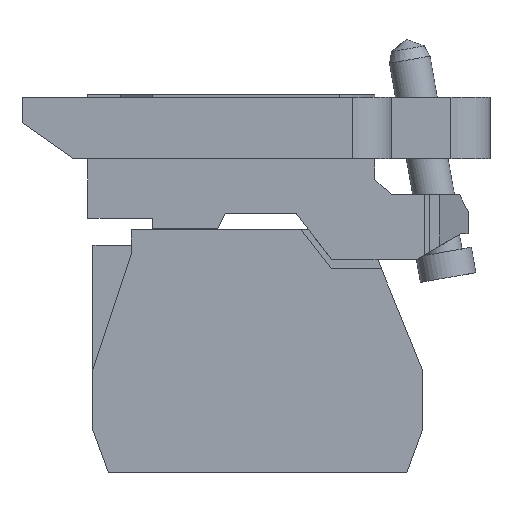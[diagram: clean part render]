
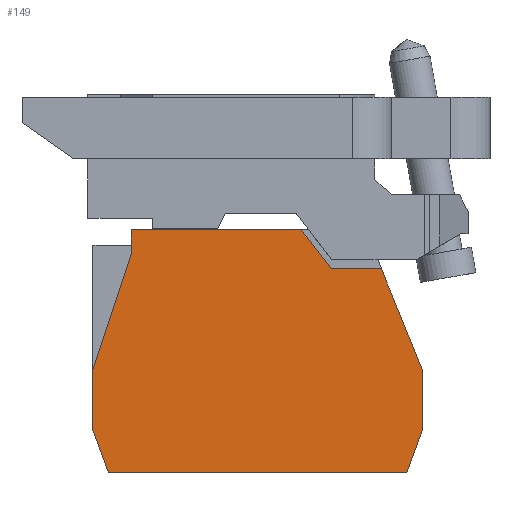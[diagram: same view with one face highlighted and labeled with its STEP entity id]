
A CAD part, left-side view. The second image highlights one B-rep face of the part: STEP entity #149.
In plain terms, the highlighted planar face has unit normal (-1, 0, 0).
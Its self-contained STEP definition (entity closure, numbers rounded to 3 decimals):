
#149 = ADVANCED_FACE('',(#150),#240,.F.);
#150 = FACE_BOUND('',#151,.T.);
#151 = EDGE_LOOP('',(#152,#162,#170,#178,#186,#194,#202,#210,#218,#226,
    #234));
#152 = ORIENTED_EDGE('',*,*,#153,.F.);
#153 = EDGE_CURVE('',#154,#156,#158,.T.);
#154 = VERTEX_POINT('',#155);
#155 = CARTESIAN_POINT('',(-14.875,16.,-25.979));
#156 = VERTEX_POINT('',#157);
#157 = CARTESIAN_POINT('',(-14.875,16.,-20.113));
#158 = LINE('',#159,#160);
#159 = CARTESIAN_POINT('',(-14.875,16.,-30.1));
#160 = VECTOR('',#161,1.);
#161 = DIRECTION('',(0.,0.,1.));
#162 = ORIENTED_EDGE('',*,*,#163,.F.);
#163 = EDGE_CURVE('',#164,#154,#166,.T.);
#164 = VERTEX_POINT('',#165);
#165 = CARTESIAN_POINT('',(-14.875,14.5,-30.1));
#166 = LINE('',#167,#168);
#167 = CARTESIAN_POINT('',(-14.875,14.5,-30.1));
#168 = VECTOR('',#169,1.);
#169 = DIRECTION('',(0.,0.342,0.94));
#170 = ORIENTED_EDGE('',*,*,#171,.F.);
#171 = EDGE_CURVE('',#172,#164,#174,.T.);
#172 = VERTEX_POINT('',#173);
#173 = CARTESIAN_POINT('',(-14.875,-14.5,-30.1));
#174 = LINE('',#175,#176);
#175 = CARTESIAN_POINT('',(-14.875,-16.,-30.1));
#176 = VECTOR('',#177,1.);
#177 = DIRECTION('',(0.,1.,0.));
#178 = ORIENTED_EDGE('',*,*,#179,.F.);
#179 = EDGE_CURVE('',#180,#172,#182,.T.);
#180 = VERTEX_POINT('',#181);
#181 = CARTESIAN_POINT('',(-14.875,-16.,-25.979));
#182 = LINE('',#183,#184);
#183 = CARTESIAN_POINT('',(-14.875,-16.,-25.979));
#184 = VECTOR('',#185,1.);
#185 = DIRECTION('',(0.,0.342,-0.94));
#186 = ORIENTED_EDGE('',*,*,#187,.F.);
#187 = EDGE_CURVE('',#188,#180,#190,.T.);
#188 = VERTEX_POINT('',#189);
#189 = CARTESIAN_POINT('',(-14.875,-16.,-20.113));
#190 = LINE('',#191,#192);
#191 = CARTESIAN_POINT('',(-14.875,-16.,-30.1));
#192 = VECTOR('',#193,1.);
#193 = DIRECTION('',(0.,0.,-1.));
#194 = ORIENTED_EDGE('',*,*,#195,.F.);
#195 = EDGE_CURVE('',#196,#188,#198,.T.);
#196 = VERTEX_POINT('',#197);
#197 = CARTESIAN_POINT('',(-14.875,-12.035,-10.3));
#198 = LINE('',#199,#200);
#199 = CARTESIAN_POINT('',(-14.875,-12.035,-10.3));
#200 = VECTOR('',#201,1.);
#201 = DIRECTION('',(0.,-0.375,-0.927));
#202 = ORIENTED_EDGE('',*,*,#203,.F.);
#203 = EDGE_CURVE('',#204,#196,#206,.T.);
#204 = VERTEX_POINT('',#205);
#205 = CARTESIAN_POINT('',(-14.875,-7.169,-10.3));
#206 = LINE('',#207,#208);
#207 = CARTESIAN_POINT('',(-14.875,-16.,-10.3));
#208 = VECTOR('',#209,1.);
#209 = DIRECTION('',(0.,-1.,-0.));
#210 = ORIENTED_EDGE('',*,*,#211,.F.);
#211 = EDGE_CURVE('',#212,#204,#214,.T.);
#212 = VERTEX_POINT('',#213);
#213 = CARTESIAN_POINT('',(-14.875,-4.2,-6.5));
#214 = LINE('',#215,#216);
#215 = CARTESIAN_POINT('',(-14.875,-4.2,-6.5));
#216 = VECTOR('',#217,1.);
#217 = DIRECTION('',(0.,-0.616,-0.788));
#218 = ORIENTED_EDGE('',*,*,#219,.F.);
#219 = EDGE_CURVE('',#220,#212,#222,.T.);
#220 = VERTEX_POINT('',#221);
#221 = CARTESIAN_POINT('',(-14.875,12.3,-6.5));
#222 = LINE('',#223,#224);
#223 = CARTESIAN_POINT('',(-14.875,-16.,-6.5));
#224 = VECTOR('',#225,1.);
#225 = DIRECTION('',(0.,-1.,-0.));
#226 = ORIENTED_EDGE('',*,*,#227,.F.);
#227 = EDGE_CURVE('',#228,#220,#230,.T.);
#228 = VERTEX_POINT('',#229);
#229 = CARTESIAN_POINT('',(-14.875,12.3,-8.9));
#230 = LINE('',#231,#232);
#231 = CARTESIAN_POINT('',(-14.875,12.3,-30.1));
#232 = VECTOR('',#233,1.);
#233 = DIRECTION('',(0.,0.,1.));
#234 = ORIENTED_EDGE('',*,*,#235,.F.);
#235 = EDGE_CURVE('',#156,#228,#236,.T.);
#236 = LINE('',#237,#238);
#237 = CARTESIAN_POINT('',(-14.875,16.,-20.113));
#238 = VECTOR('',#239,1.);
#239 = DIRECTION('',(0.,-0.313,0.95));
#240 = PLANE('',#241);
#241 = AXIS2_PLACEMENT_3D('',#242,#243,#244);
#242 = CARTESIAN_POINT('',(-14.875,-16.,-30.1));
#243 = DIRECTION('',(1.,0.,0.));
#244 = DIRECTION('',(0.,1.,0.));
